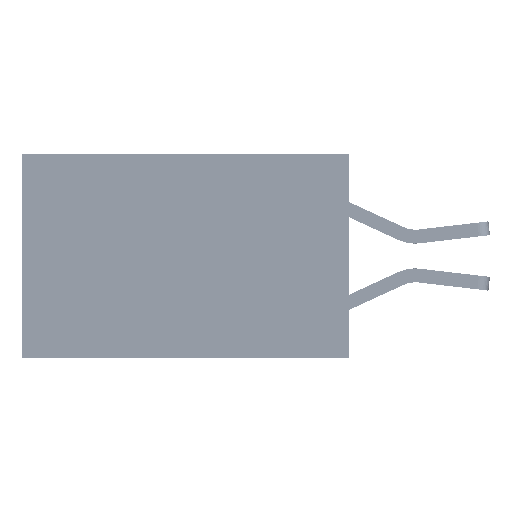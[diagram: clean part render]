
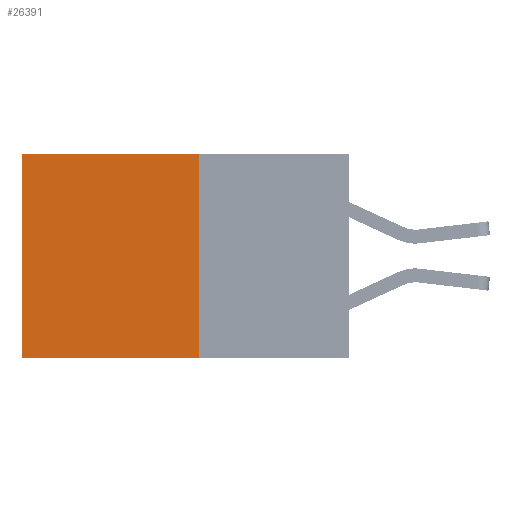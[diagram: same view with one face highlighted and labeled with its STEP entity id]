
A CAD part, left-side view. The second image highlights one B-rep face of the part: STEP entity #26391.
In plain terms, the highlighted planar face has unit normal (-1, 0, 0).
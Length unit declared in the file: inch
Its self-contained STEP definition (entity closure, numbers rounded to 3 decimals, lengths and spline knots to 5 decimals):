
#363 = ORIENTED_EDGE ( 'NONE', *, *, #28616, .T. ) ;
#1437 = LINE ( 'NONE', #18318, #14389 ) ;
#1887 = EDGE_LOOP ( 'NONE', ( #363, #17372, #23632, #5096 ) ) ;
#3717 = EDGE_CURVE ( 'NONE', #6955, #19865, #1437, .T. ) ;
#3872 = EDGE_CURVE ( 'NONE', #7962, #19616, #18883, .T. ) ;
#4626 = LINE ( 'NONE', #12945, #23783 ) ;
#5086 = VECTOR ( 'NONE', #8299, 39.37008 ) ;
#5096 = ORIENTED_EDGE ( 'NONE', *, *, #3872, .T. ) ;
#5370 = DIRECTION ( 'NONE',  ( 0., 1., 0. ) ) ;
#6955 = VERTEX_POINT ( 'NONE', #15608 ) ;
#7875 = DIRECTION ( 'NONE',  ( 0., 0., -1. ) ) ;
#7962 = VERTEX_POINT ( 'NONE', #17401 ) ;
#8299 = DIRECTION ( 'NONE',  ( 0., 1., 0. ) ) ;
#9385 = LINE ( 'NONE', #12590, #22469 ) ;
#12590 = CARTESIAN_POINT ( 'NONE',  ( 0.277, 0.27, -0.37 ) ) ;
#12945 = CARTESIAN_POINT ( 'NONE',  ( 0.277, 0.59, -0.37 ) ) ;
#14389 = VECTOR ( 'NONE', #5370, 39.37008 ) ;
#14794 = DIRECTION ( 'NONE',  ( 0., 0., -1. ) ) ;
#15608 = CARTESIAN_POINT ( 'NONE',  ( 0.277, 0.27, -0.37 ) ) ;
#15996 = EDGE_CURVE ( 'NONE', #7962, #6955, #9385, .T. ) ;
#17316 = CARTESIAN_POINT ( 'NONE',  ( 0.277, 0.59, -0.37 ) ) ;
#17372 = ORIENTED_EDGE ( 'NONE', *, *, #3717, .F. ) ;
#17401 = CARTESIAN_POINT ( 'NONE',  ( 0.277, 0.27, 0. ) ) ;
#18318 = CARTESIAN_POINT ( 'NONE',  ( 0.277, 0.27, -0.37 ) ) ;
#18883 = LINE ( 'NONE', #26569, #5086 ) ;
#19616 = VERTEX_POINT ( 'NONE', #29529 ) ;
#19865 = VERTEX_POINT ( 'NONE', #17316 ) ;
#20492 = DIRECTION ( 'NONE',  ( 0., 0., -1. ) ) ;
#22469 = VECTOR ( 'NONE', #20492, 39.37008 ) ;
#23632 = ORIENTED_EDGE ( 'NONE', *, *, #15996, .F. ) ;
#23783 = VECTOR ( 'NONE', #7875, 39.37008 ) ;
#25572 = FACE_OUTER_BOUND ( 'NONE', #1887, .T. ) ;
#26391 = ADVANCED_FACE ( 'NONE', ( #25572 ), #27852, .F. ) ;
#26569 = CARTESIAN_POINT ( 'NONE',  ( 0.277, 0.27, 0. ) ) ;
#27852 = PLANE ( 'NONE',  #33099 ) ;
#28616 = EDGE_CURVE ( 'NONE', #19616, #19865, #4626, .T. ) ;
#29529 = CARTESIAN_POINT ( 'NONE',  ( 0.277, 0.59, 0. ) ) ;
#30313 = CARTESIAN_POINT ( 'NONE',  ( 0.277, 0.27, -0.37 ) ) ;
#30417 = DIRECTION ( 'NONE',  ( 1., 0., 0. ) ) ;
#33099 = AXIS2_PLACEMENT_3D ( 'NONE', #30313, #30417, #14794 ) ;
